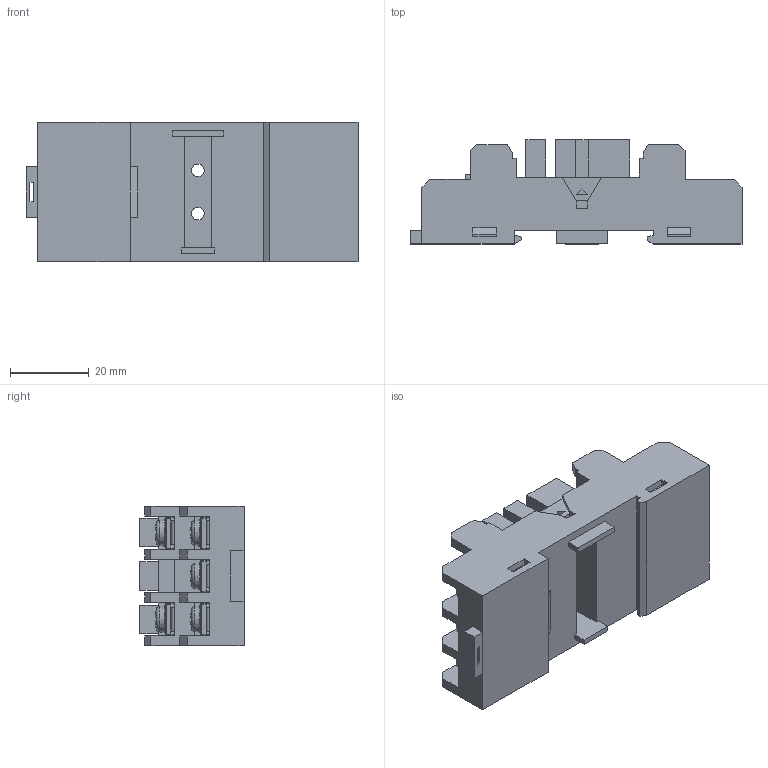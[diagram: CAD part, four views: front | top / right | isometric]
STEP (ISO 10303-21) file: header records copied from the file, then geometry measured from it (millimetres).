
FILE_DESCRIPTION(/* description */ (''),/* implementation_level */ '2;1');
FILE_NAME(/* name */ 'ZVK.stp',/* time_stamp */ '2015-02-19T09:24:01+01:00',/* author */ ('marco'),/* organization */ (''),/* preprocessor_version */ 'ST-DEVELOPER v15.6',/* originating_system */ 'Autodesk Inventor 2015',/* authorisation */ '');
FILE_SCHEMA (('AUTOMOTIVE_DESIGN { 1 0 10303 214 3 1 1 }'));
Length unit declared in the file: millimetre
Products named in the file (3): ZVKD- 92.43.1 senza alette; vite+rondella; ZVKD - 92.43.1
Bounding box: 84.5 x 26.5 x 35.5 mm (x, y, z)
Volume: 47017 mm3; surface area: 23769.1 mm2
Topology: 12 solids, 12 shells, 1013 faces, 2672 edges, 1741 vertices
Faces by surface type: plane 769, cylinder 134, bspline 44, sphere 33, torus 22, cone 11
Full cylindrical faces by diameter (mm): 3.2 x2, 3.9 x22, 4.5 x11
Entity records: 12617 total; most frequent: CARTESIAN_POINT 2351, ORIENTED_EDGE 2124, DIRECTION 1944, EDGE_CURVE 1062, LINE 984, VECTOR 984, VERTEX_POINT 709, AXIS2_PLACEMENT_3D 480
